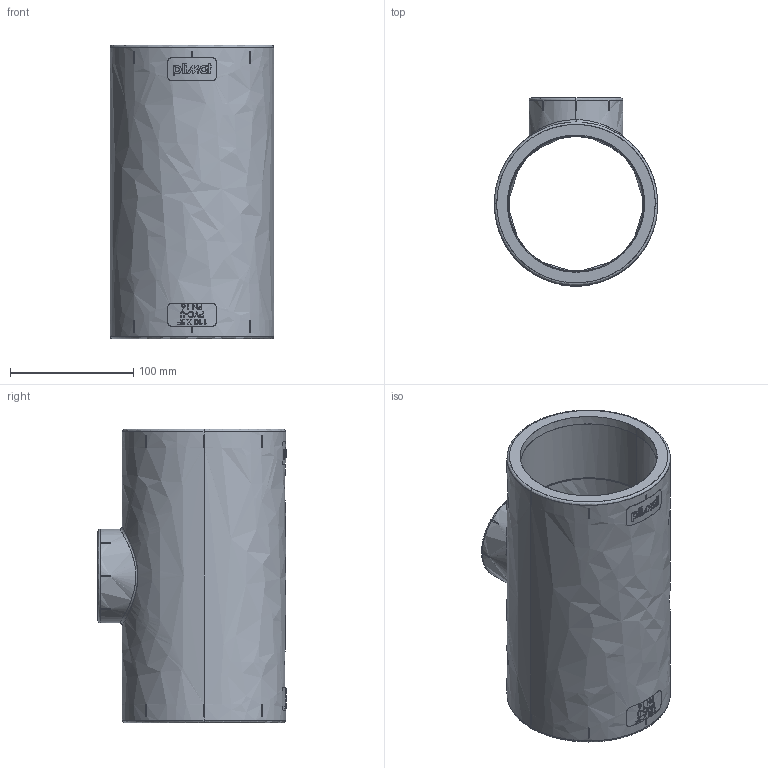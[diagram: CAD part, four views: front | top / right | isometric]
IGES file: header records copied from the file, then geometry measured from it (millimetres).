
Start section: SolidWorks IGES file using NURBS representation for surfaces
Global section: file name: 01101004015.IGS; native system: SolidWorks 2020; preprocessor: SolidWorks 2020; author: Dep. Projeto; date: 201110.091027; units: millimetre
Bounding box: 132.64 x 152.54 x 238 mm (x, y, z)
Surface area: 200146.1 mm2 (no closed solid volume)
Topology: 0 solids, 0 shells, 506 faces, 6921 edges, 6921 vertices
Faces by surface type: bspline 506
